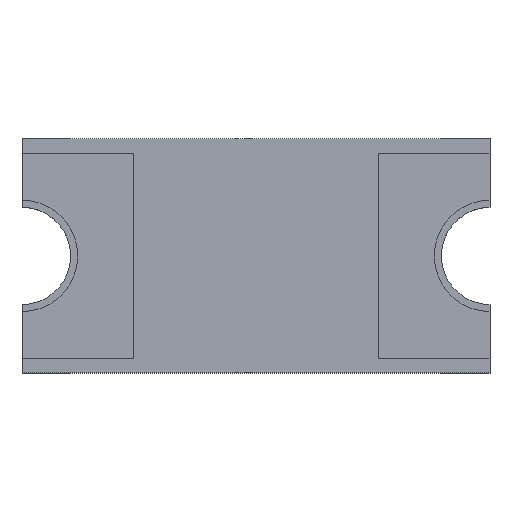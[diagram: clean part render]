
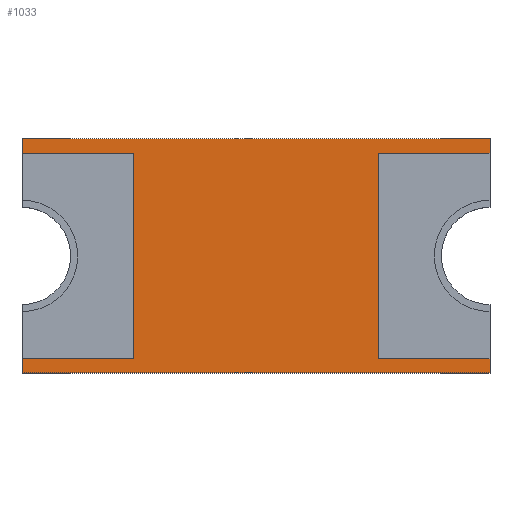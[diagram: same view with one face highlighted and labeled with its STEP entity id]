
A CAD part, top view. The second image highlights one B-rep face of the part: STEP entity #1033.
In plain terms, the highlighted planar face has unit normal (0, 0, 1).
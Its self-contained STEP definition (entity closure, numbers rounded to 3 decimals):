
#920=CARTESIAN_POINT('',(1.65,0.393,0.61));
#921=VERTEX_POINT('',#920);
#928=CARTESIAN_POINT('',(1.65,-0.393,0.61));
#929=VERTEX_POINT('',#928);
#930=CARTESIAN_POINT('',(1.65,0.0,0.61));
#931=DIRECTION('',(0.0,0.0,-1.0));
#932=DIRECTION('',(-1.0,0.0,0.0));
#933=AXIS2_PLACEMENT_3D('',#930,#931,#932);
#934=CIRCLE('',#933,0.393);
#935=EDGE_CURVE('',#929,#921,#934,.T.);
#952=CARTESIAN_POINT('',(1.65,-0.826,0.61));
#953=VERTEX_POINT('',#952);
#954=CARTESIAN_POINT('',(1.65,-0.393,0.61));
#955=DIRECTION('',(0.0,-1.0,0.0));
#956=VECTOR('',#955,0.433);
#957=LINE('',#954,#956);
#958=EDGE_CURVE('',#929,#953,#957,.T.);
#977=CARTESIAN_POINT('',(0.,0.,0.61));
#978=DIRECTION('',(0.0,0.0,1.0));
#979=DIRECTION('',(1.0,0.0,0.0));
#980=AXIS2_PLACEMENT_3D('',#977,#978,#979);
#981=PLANE('',#980);
#982=ORIENTED_EDGE('',*,*,#935,.T.);
#983=CARTESIAN_POINT('',(1.65,0.826,0.61));
#984=VERTEX_POINT('',#983);
#985=CARTESIAN_POINT('',(1.65,0.826,0.61));
#986=DIRECTION('',(0.0,-1.0,0.0));
#987=VECTOR('',#986,0.433);
#988=LINE('',#985,#987);
#989=EDGE_CURVE('',#984,#921,#988,.T.);
#990=ORIENTED_EDGE('',*,*,#989,.F.);
#991=CARTESIAN_POINT('',(-1.65,0.826,0.61));
#992=VERTEX_POINT('',#991);
#993=CARTESIAN_POINT('',(-1.65,0.826,0.61));
#994=DIRECTION('',(1.0,0.0,0.0));
#995=VECTOR('',#994,3.3);
#996=LINE('',#993,#995);
#997=EDGE_CURVE('',#992,#984,#996,.T.);
#998=ORIENTED_EDGE('',*,*,#997,.F.);
#999=CARTESIAN_POINT('',(-1.65,0.393,0.61));
#1000=VERTEX_POINT('',#999);
#1001=CARTESIAN_POINT('',(-1.65,0.393,0.61));
#1002=DIRECTION('',(0.0,1.0,0.0));
#1003=VECTOR('',#1002,0.433);
#1004=LINE('',#1001,#1003);
#1005=EDGE_CURVE('',#1000,#992,#1004,.T.);
#1006=ORIENTED_EDGE('',*,*,#1005,.F.);
#1007=CARTESIAN_POINT('',(-1.65,-0.393,0.61));
#1008=VERTEX_POINT('',#1007);
#1009=CARTESIAN_POINT('',(-1.65,0.0,0.61));
#1010=DIRECTION('',(0.0,0.0,-1.0));
#1011=DIRECTION('',(1.0,0.0,0.0));
#1012=AXIS2_PLACEMENT_3D('',#1009,#1010,#1011);
#1013=CIRCLE('',#1012,0.393);
#1014=EDGE_CURVE('',#1000,#1008,#1013,.T.);
#1015=ORIENTED_EDGE('',*,*,#1014,.T.);
#1016=CARTESIAN_POINT('',(-1.65,-0.825,0.61));
#1017=VERTEX_POINT('',#1016);
#1018=CARTESIAN_POINT('',(-1.65,-0.825,0.61));
#1019=DIRECTION('',(0.0,1.0,0.0));
#1020=VECTOR('',#1019,0.432);
#1021=LINE('',#1018,#1020);
#1022=EDGE_CURVE('',#1017,#1008,#1021,.T.);
#1023=ORIENTED_EDGE('',*,*,#1022,.F.);
#1024=CARTESIAN_POINT('',(1.65,-0.826,0.61));
#1025=DIRECTION('',(-1.0,0.0,0.0));
#1026=VECTOR('',#1025,3.3);
#1027=LINE('',#1024,#1026);
#1028=EDGE_CURVE('',#953,#1017,#1027,.T.);
#1029=ORIENTED_EDGE('',*,*,#1028,.F.);
#1030=ORIENTED_EDGE('',*,*,#958,.F.);
#1031=EDGE_LOOP('',(#982,#990,#998,#1006,#1015,#1023,#1029,#1030));
#1032=FACE_OUTER_BOUND('',#1031,.T.);
#1033=ADVANCED_FACE('',(#1032),#981,.T.);
